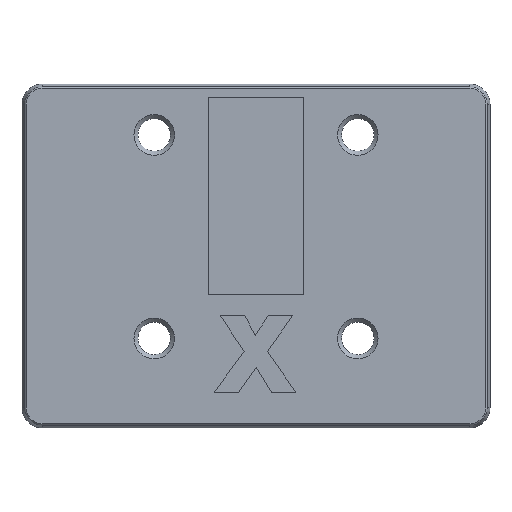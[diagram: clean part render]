
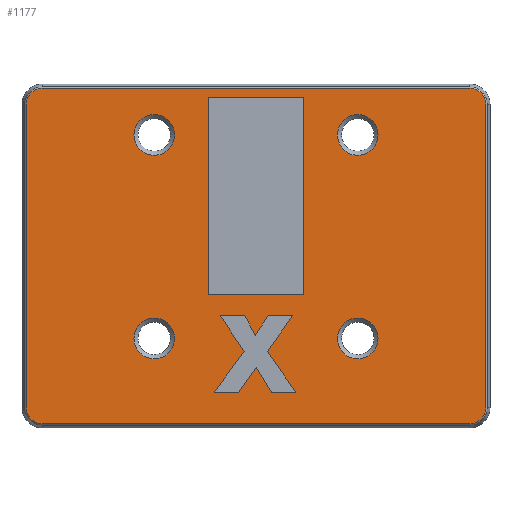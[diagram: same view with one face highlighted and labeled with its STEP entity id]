
A CAD part, front view. The second image highlights one B-rep face of the part: STEP entity #1177.
In plain terms, the highlighted planar face has unit normal (0, -1, 0).
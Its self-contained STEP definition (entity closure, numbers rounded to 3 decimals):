
#19=FACE_BOUND('',#232,.T.);
#20=FACE_BOUND('',#233,.T.);
#21=FACE_BOUND('',#234,.T.);
#22=FACE_BOUND('',#235,.T.);
#23=FACE_BOUND('',#236,.T.);
#24=FACE_BOUND('',#237,.T.);
#49=CIRCLE('',#1247,1.6);
#50=CIRCLE('',#1250,1.6);
#63=CIRCLE('',#1281,1.6);
#64=CIRCLE('',#1284,1.6);
#65=CIRCLE('',#1288,2.);
#66=CIRCLE('',#1289,2.);
#67=CIRCLE('',#1290,2.);
#68=CIRCLE('',#1291,2.);
#155=FACE_OUTER_BOUND('',#231,.T.);
#231=EDGE_LOOP('',(#963,#964,#965,#966,#967,#968,#969,#970));
#232=EDGE_LOOP('',(#971,#972,#973,#974,#975,#976,#977,#978,#979,#980,#981,
#982));
#233=EDGE_LOOP('',(#983));
#234=EDGE_LOOP('',(#984));
#235=EDGE_LOOP('',(#985,#986,#987,#988));
#236=EDGE_LOOP('',(#989));
#237=EDGE_LOOP('',(#990));
#267=LINE('',#1699,#383);
#271=LINE('',#1707,#387);
#274=LINE('',#1713,#390);
#277=LINE('',#1719,#393);
#280=LINE('',#1725,#396);
#283=LINE('',#1731,#399);
#286=LINE('',#1737,#402);
#289=LINE('',#1743,#405);
#292=LINE('',#1749,#408);
#295=LINE('',#1755,#411);
#298=LINE('',#1761,#414);
#301=LINE('',#1766,#417);
#322=LINE('',#1826,#438);
#325=LINE('',#1834,#441);
#349=LINE('',#1907,#465);
#352=LINE('',#1915,#468);
#355=LINE('',#1929,#471);
#356=LINE('',#1931,#472);
#357=LINE('',#1933,#473);
#358=LINE('',#1934,#474);
#383=VECTOR('',#1341,10.);
#387=VECTOR('',#1347,10.);
#390=VECTOR('',#1352,10.);
#393=VECTOR('',#1357,10.);
#396=VECTOR('',#1362,10.);
#399=VECTOR('',#1367,10.);
#402=VECTOR('',#1372,10.);
#405=VECTOR('',#1377,10.);
#408=VECTOR('',#1382,10.);
#411=VECTOR('',#1387,10.);
#414=VECTOR('',#1392,10.);
#417=VECTOR('',#1397,10.);
#438=VECTOR('',#1458,10.);
#441=VECTOR('',#1467,10.);
#465=VECTOR('',#1547,10.);
#468=VECTOR('',#1556,10.);
#471=VECTOR('',#1573,10.);
#472=VECTOR('',#1574,10.);
#473=VECTOR('',#1575,10.);
#474=VECTOR('',#1576,10.);
#499=VERTEX_POINT('',#1697);
#500=VERTEX_POINT('',#1698);
#503=VERTEX_POINT('',#1706);
#505=VERTEX_POINT('',#1712);
#507=VERTEX_POINT('',#1718);
#509=VERTEX_POINT('',#1724);
#511=VERTEX_POINT('',#1730);
#513=VERTEX_POINT('',#1736);
#515=VERTEX_POINT('',#1742);
#517=VERTEX_POINT('',#1748);
#519=VERTEX_POINT('',#1754);
#521=VERTEX_POINT('',#1760);
#539=VERTEX_POINT('',#1818);
#540=VERTEX_POINT('',#1820);
#541=VERTEX_POINT('',#1824);
#542=VERTEX_POINT('',#1828);
#543=VERTEX_POINT('',#1832);
#564=VERTEX_POINT('',#1906);
#565=VERTEX_POINT('',#1910);
#566=VERTEX_POINT('',#1914);
#567=VERTEX_POINT('',#1923);
#568=VERTEX_POINT('',#1925);
#569=VERTEX_POINT('',#1927);
#570=VERTEX_POINT('',#1928);
#571=VERTEX_POINT('',#1930);
#572=VERTEX_POINT('',#1932);
#573=VERTEX_POINT('',#1935);
#574=VERTEX_POINT('',#1937);
#599=EDGE_CURVE('',#499,#500,#267,.T.);
#603=EDGE_CURVE('',#503,#499,#271,.T.);
#606=EDGE_CURVE('',#505,#503,#274,.T.);
#609=EDGE_CURVE('',#507,#505,#277,.T.);
#612=EDGE_CURVE('',#509,#507,#280,.T.);
#615=EDGE_CURVE('',#511,#509,#283,.T.);
#618=EDGE_CURVE('',#513,#511,#286,.T.);
#621=EDGE_CURVE('',#515,#513,#289,.T.);
#624=EDGE_CURVE('',#517,#515,#292,.T.);
#627=EDGE_CURVE('',#519,#517,#295,.T.);
#630=EDGE_CURVE('',#521,#519,#298,.T.);
#633=EDGE_CURVE('',#500,#521,#301,.T.);
#660=EDGE_CURVE('',#539,#540,#49,.T.);
#663=EDGE_CURVE('',#541,#539,#322,.T.);
#665=EDGE_CURVE('',#542,#541,#50,.T.);
#667=EDGE_CURVE('',#543,#542,#325,.T.);
#703=EDGE_CURVE('',#540,#564,#349,.T.);
#705=EDGE_CURVE('',#564,#565,#63,.T.);
#707=EDGE_CURVE('',#565,#566,#352,.T.);
#709=EDGE_CURVE('',#566,#543,#64,.T.);
#711=EDGE_CURVE('',#567,#567,#65,.T.);
#712=EDGE_CURVE('',#568,#568,#66,.T.);
#713=EDGE_CURVE('',#569,#570,#355,.T.);
#714=EDGE_CURVE('',#570,#571,#356,.T.);
#715=EDGE_CURVE('',#571,#572,#357,.T.);
#716=EDGE_CURVE('',#572,#569,#358,.T.);
#717=EDGE_CURVE('',#573,#573,#67,.T.);
#718=EDGE_CURVE('',#574,#574,#68,.T.);
#963=ORIENTED_EDGE('',*,*,#660,.F.);
#964=ORIENTED_EDGE('',*,*,#663,.F.);
#965=ORIENTED_EDGE('',*,*,#665,.F.);
#966=ORIENTED_EDGE('',*,*,#667,.F.);
#967=ORIENTED_EDGE('',*,*,#709,.F.);
#968=ORIENTED_EDGE('',*,*,#707,.F.);
#969=ORIENTED_EDGE('',*,*,#705,.F.);
#970=ORIENTED_EDGE('',*,*,#703,.F.);
#971=ORIENTED_EDGE('',*,*,#599,.T.);
#972=ORIENTED_EDGE('',*,*,#633,.T.);
#973=ORIENTED_EDGE('',*,*,#630,.T.);
#974=ORIENTED_EDGE('',*,*,#627,.T.);
#975=ORIENTED_EDGE('',*,*,#624,.T.);
#976=ORIENTED_EDGE('',*,*,#621,.T.);
#977=ORIENTED_EDGE('',*,*,#618,.T.);
#978=ORIENTED_EDGE('',*,*,#615,.T.);
#979=ORIENTED_EDGE('',*,*,#612,.T.);
#980=ORIENTED_EDGE('',*,*,#609,.T.);
#981=ORIENTED_EDGE('',*,*,#606,.T.);
#982=ORIENTED_EDGE('',*,*,#603,.T.);
#983=ORIENTED_EDGE('',*,*,#711,.F.);
#984=ORIENTED_EDGE('',*,*,#712,.F.);
#985=ORIENTED_EDGE('',*,*,#713,.T.);
#986=ORIENTED_EDGE('',*,*,#714,.T.);
#987=ORIENTED_EDGE('',*,*,#715,.T.);
#988=ORIENTED_EDGE('',*,*,#716,.T.);
#989=ORIENTED_EDGE('',*,*,#717,.F.);
#990=ORIENTED_EDGE('',*,*,#718,.F.);
#1121=PLANE('',#1287);
#1177=ADVANCED_FACE('',(#155,#19,#20,#21,#22,#23,#24),#1121,.F.);
#1247=AXIS2_PLACEMENT_3D('',#1821,#1452,#1453);
#1250=AXIS2_PLACEMENT_3D('',#1830,#1462,#1463);
#1281=AXIS2_PLACEMENT_3D('',#1911,#1551,#1552);
#1284=AXIS2_PLACEMENT_3D('',#1918,#1560,#1561);
#1287=AXIS2_PLACEMENT_3D('',#1922,#1567,#1568);
#1288=AXIS2_PLACEMENT_3D('',#1924,#1569,#1570);
#1289=AXIS2_PLACEMENT_3D('',#1926,#1571,#1572);
#1290=AXIS2_PLACEMENT_3D('',#1936,#1577,#1578);
#1291=AXIS2_PLACEMENT_3D('',#1938,#1579,#1580);
#1341=DIRECTION('',(-1.,0.,0.));
#1347=DIRECTION('',(-0.584,0.,-0.812));
#1352=DIRECTION('',(-0.523,0.,0.852));
#1357=DIRECTION('',(-1.,0.,0.));
#1362=DIRECTION('',(0.573,0.,-0.82));
#1367=DIRECTION('',(-0.578,0.,-0.816));
#1372=DIRECTION('',(1.,0.,0.));
#1377=DIRECTION('',(0.543,0.,0.84));
#1382=DIRECTION('',(0.463,0.,-0.886));
#1387=DIRECTION('',(1.,0.,0.));
#1392=DIRECTION('',(-0.555,0.,0.832));
#1397=DIRECTION('',(0.592,0.,0.806));
#1452=DIRECTION('center_axis',(0.,1.,0.));
#1453=DIRECTION('ref_axis',(-0.707,0.,-0.707));
#1458=DIRECTION('',(-1.,0.,0.));
#1462=DIRECTION('center_axis',(0.,1.,0.));
#1463=DIRECTION('ref_axis',(0.707,0.,-0.707));
#1467=DIRECTION('',(0.,0.,-1.));
#1547=DIRECTION('',(0.,0.,1.));
#1551=DIRECTION('center_axis',(0.,1.,0.));
#1552=DIRECTION('ref_axis',(-0.707,0.,0.707));
#1556=DIRECTION('',(1.,0.,0.));
#1560=DIRECTION('center_axis',(0.,1.,0.));
#1561=DIRECTION('ref_axis',(0.707,0.,0.707));
#1567=DIRECTION('center_axis',(0.,1.,0.));
#1568=DIRECTION('ref_axis',(-1.,0.,0.));
#1569=DIRECTION('center_axis',(0.,-1.,0.));
#1570=DIRECTION('ref_axis',(0.,0.,1.));
#1571=DIRECTION('center_axis',(0.,-1.,0.));
#1572=DIRECTION('ref_axis',(0.,0.,1.));
#1573=DIRECTION('',(-1.,0.,0.));
#1574=DIRECTION('',(0.,0.,1.));
#1575=DIRECTION('',(1.,0.,0.));
#1576=DIRECTION('',(0.,0.,-1.));
#1577=DIRECTION('center_axis',(0.,-1.,0.));
#1578=DIRECTION('ref_axis',(0.,0.,1.));
#1579=DIRECTION('center_axis',(0.,-1.,0.));
#1580=DIRECTION('ref_axis',(0.,0.,1.));
#1697=CARTESIAN_POINT('',(-1.742,31.,-15.302));
#1698=CARTESIAN_POINT('',(-4.112,31.,-15.302));
#1699=CARTESIAN_POINT('',(-0.871,31.,-15.302));
#1706=CARTESIAN_POINT('',(0.028,31.,-12.842));
#1707=CARTESIAN_POINT('',(2.617,31.,-9.244));
#1712=CARTESIAN_POINT('',(1.538,31.,-15.302));
#1713=CARTESIAN_POINT('',(-1.66,31.,-10.092));
#1718=CARTESIAN_POINT('',(3.928,31.,-15.302));
#1719=CARTESIAN_POINT('',(1.964,31.,-15.302));
#1724=CARTESIAN_POINT('',(1.118,31.,-11.282));
#1725=CARTESIAN_POINT('',(-1.268,31.,-7.868));
#1730=CARTESIAN_POINT('',(3.608,31.,-7.762));
#1731=CARTESIAN_POINT('',(4.389,31.,-6.659));
#1736=CARTESIAN_POINT('',(1.188,31.,-7.762));
#1737=CARTESIAN_POINT('',(0.594,31.,-7.762));
#1742=CARTESIAN_POINT('',(-0.072,31.,-9.712));
#1743=CARTESIAN_POINT('',(1.719,31.,-6.94));
#1748=CARTESIAN_POINT('',(-1.092,31.,-7.762));
#1749=CARTESIAN_POINT('',(-2.178,31.,-5.685));
#1754=CARTESIAN_POINT('',(-3.512,31.,-7.762));
#1755=CARTESIAN_POINT('',(-1.756,31.,-7.762));
#1760=CARTESIAN_POINT('',(-1.162,31.,-11.282));
#1761=CARTESIAN_POINT('',(-3.149,31.,-8.305));
#1766=CARTESIAN_POINT('',(-0.196,31.,-9.966));
#1818=CARTESIAN_POINT('',(-21.,31.,-18.4));
#1820=CARTESIAN_POINT('',(-22.6,31.,-16.8));
#1821=CARTESIAN_POINT('Origin',(-21.,31.,-16.8));
#1824=CARTESIAN_POINT('',(21.,31.,-18.4));
#1826=CARTESIAN_POINT('',(11.5,31.,-18.4));
#1828=CARTESIAN_POINT('',(22.6,31.,-16.8));
#1830=CARTESIAN_POINT('Origin',(21.,31.,-16.8));
#1832=CARTESIAN_POINT('',(22.6,31.,13.));
#1834=CARTESIAN_POINT('',(22.6,31.,6.55));
#1906=CARTESIAN_POINT('',(-22.6,31.,13.));
#1907=CARTESIAN_POINT('',(-22.6,31.,-10.35));
#1910=CARTESIAN_POINT('',(-21.,31.,14.6));
#1911=CARTESIAN_POINT('Origin',(-21.,31.,13.));
#1914=CARTESIAN_POINT('',(21.,31.,14.6));
#1915=CARTESIAN_POINT('',(-11.5,31.,14.6));
#1918=CARTESIAN_POINT('Origin',(21.,31.,13.));
#1922=CARTESIAN_POINT('Origin',(0.,31.,-1.9));
#1923=CARTESIAN_POINT('',(-10.,31.,8.));
#1924=CARTESIAN_POINT('Origin',(-10.,31.,10.));
#1925=CARTESIAN_POINT('',(10.,31.,-12.));
#1926=CARTESIAN_POINT('Origin',(10.,31.,-10.));
#1927=CARTESIAN_POINT('',(4.7,31.,-5.7));
#1928=CARTESIAN_POINT('',(-4.7,31.,-5.7));
#1929=CARTESIAN_POINT('',(2.35,31.,-5.7));
#1930=CARTESIAN_POINT('',(-4.7,31.,13.7));
#1931=CARTESIAN_POINT('',(-4.7,31.,-3.8));
#1932=CARTESIAN_POINT('',(4.7,31.,13.7));
#1933=CARTESIAN_POINT('',(-2.35,31.,13.7));
#1934=CARTESIAN_POINT('',(4.7,31.,5.9));
#1935=CARTESIAN_POINT('',(-10.,31.,-12.));
#1936=CARTESIAN_POINT('Origin',(-10.,31.,-10.));
#1937=CARTESIAN_POINT('',(10.,31.,8.));
#1938=CARTESIAN_POINT('Origin',(10.,31.,10.));
